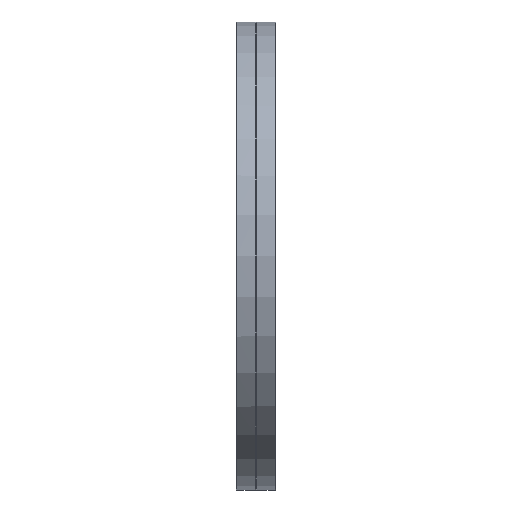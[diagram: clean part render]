
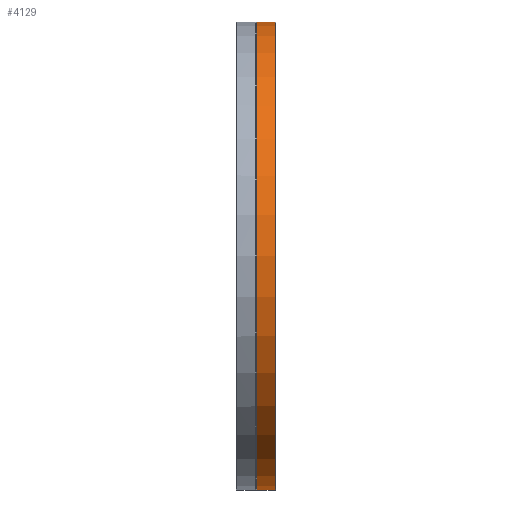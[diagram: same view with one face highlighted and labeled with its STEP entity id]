
A CAD part, left-side view. The second image highlights one B-rep face of the part: STEP entity #4129.
In plain terms, the highlighted cylindrical face has radius 152 mm (diameter 304 mm), a full revolution.
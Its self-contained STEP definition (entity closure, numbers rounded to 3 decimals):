
#359=CYLINDRICAL_SURFACE('',#4467,152.);
#444=FACE_OUTER_BOUND('',#738,.T.);
#738=EDGE_LOOP('',(#2931,#2932,#2933,#2934,#2935,#2936));
#1021=LINE('',#6132,#1264);
#1264=VECTOR('',#5051,152.);
#1506=CIRCLE('',#4430,152.);
#1507=CIRCLE('',#4431,152.);
#1542=CIRCLE('',#4468,152.);
#1543=CIRCLE('',#4469,152.);
#1763=VERTEX_POINT('',#6053);
#1764=VERTEX_POINT('',#6054);
#1799=VERTEX_POINT('',#6128);
#1800=VERTEX_POINT('',#6129);
#2193=EDGE_CURVE('',#1763,#1764,#1506,.T.);
#2194=EDGE_CURVE('',#1764,#1763,#1507,.T.);
#2230=EDGE_CURVE('',#1799,#1800,#1542,.T.);
#2231=EDGE_CURVE('',#1800,#1799,#1543,.T.);
#2232=EDGE_CURVE('',#1800,#1764,#1021,.T.);
#2931=ORIENTED_EDGE('',*,*,#2230,.F.);
#2932=ORIENTED_EDGE('',*,*,#2231,.F.);
#2933=ORIENTED_EDGE('',*,*,#2232,.T.);
#2934=ORIENTED_EDGE('',*,*,#2193,.F.);
#2935=ORIENTED_EDGE('',*,*,#2194,.F.);
#2936=ORIENTED_EDGE('',*,*,#2232,.F.);
#4129=ADVANCED_FACE('',(#444),#359,.T.);
#4430=AXIS2_PLACEMENT_3D('',#6055,#4970,#4971);
#4431=AXIS2_PLACEMENT_3D('',#6056,#4972,#4973);
#4467=AXIS2_PLACEMENT_3D('',#6127,#5045,#5046);
#4468=AXIS2_PLACEMENT_3D('',#6130,#5047,#5048);
#4469=AXIS2_PLACEMENT_3D('',#6131,#5049,#5050);
#4970=DIRECTION('center_axis',(0.,-1.,0.));
#4971=DIRECTION('ref_axis',(1.,0.,0.));
#4972=DIRECTION('center_axis',(0.,-1.,0.));
#4973=DIRECTION('ref_axis',(1.,0.,0.));
#5045=DIRECTION('center_axis',(0.,1.,0.));
#5046=DIRECTION('ref_axis',(-1.,0.,0.));
#5047=DIRECTION('center_axis',(0.,1.,0.));
#5048=DIRECTION('ref_axis',(1.,0.,0.));
#5049=DIRECTION('center_axis',(0.,1.,0.));
#5050=DIRECTION('ref_axis',(1.,0.,0.));
#5051=DIRECTION('',(0.,-1.,0.));
#6053=CARTESIAN_POINT('',(-152.,0.5,0.));
#6054=CARTESIAN_POINT('',(152.,0.5,0.));
#6055=CARTESIAN_POINT('Origin',(0.,0.5,0.));
#6056=CARTESIAN_POINT('Origin',(0.,0.5,0.));
#6127=CARTESIAN_POINT('Origin',(0.,6.231,0.));
#6128=CARTESIAN_POINT('',(0.,12.463,-152.));
#6129=CARTESIAN_POINT('',(152.,12.463,0.));
#6130=CARTESIAN_POINT('Origin',(0.,12.463,0.));
#6131=CARTESIAN_POINT('Origin',(0.,12.463,0.));
#6132=CARTESIAN_POINT('',(152.,6.231,0.));
